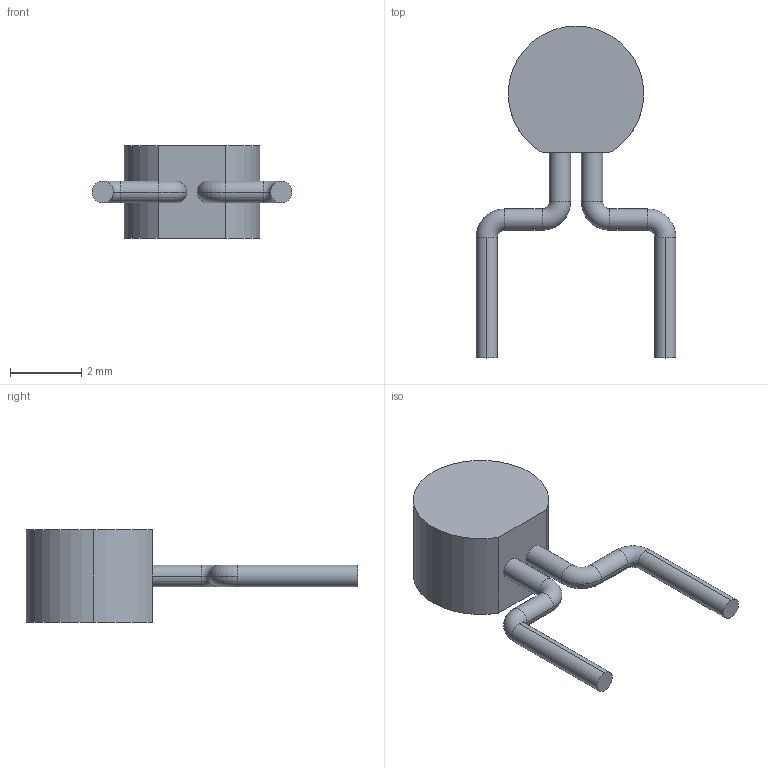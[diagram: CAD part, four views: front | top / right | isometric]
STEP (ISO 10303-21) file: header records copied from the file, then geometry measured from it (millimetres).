
FILE_DESCRIPTION (( 'STEP AP214' ), '1' );
FILE_NAME ( 'CAPRB500W50L380T260H730.STEP', '2018-04-23T16:52:27', ( '' ), ( '' ), 'Part was generated with the free Library Expert Lite available at www.PCBLibraries.com. Removing line will violate the End User License Agreement.', '©2017 PCB Libraries, Inc.', '' );
FILE_SCHEMA (( 'AUTOMOTIVE_DESIGN' ));
Length unit declared in the file: millimetre
Products named in the file (1): CAPRB500W50L380T260H730
Bounding box: 5.6 x 9.3 x 2.6 mm (x, y, z)
Volume: 32.8 mm3; surface area: 81.8 mm2
Topology: 3 solids, 3 shells, 30 faces, 60 edges, 36 vertices
Faces by surface type: cylinder 15, torus 8, plane 7
Entity records: 928 total; most frequent: DIRECTION 164, CARTESIAN_POINT 127, ORIENTED_EDGE 120, AXIS2_PLACEMENT_3D 73, EDGE_CURVE 60, CIRCLE 42, VERTEX_POINT 36, STYLED_ITEM 34
